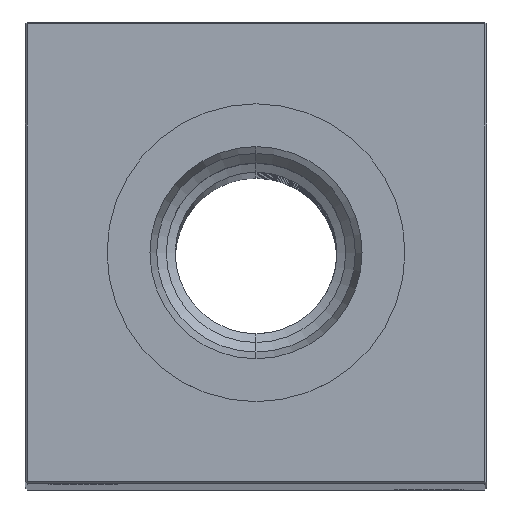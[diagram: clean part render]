
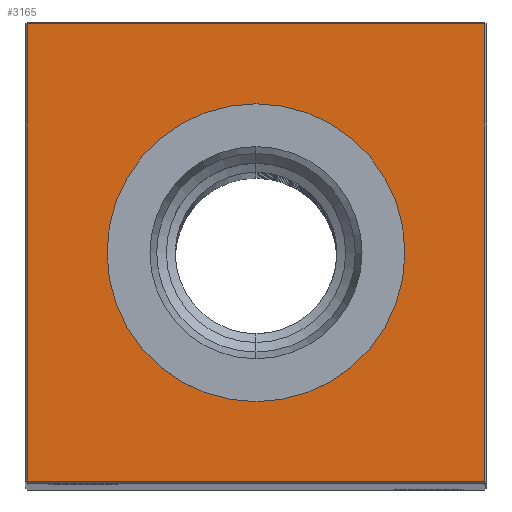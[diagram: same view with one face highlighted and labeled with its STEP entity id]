
A CAD part, top view. The second image highlights one B-rep face of the part: STEP entity #3165.
In plain terms, the highlighted planar face has unit normal (0, 0, 1).
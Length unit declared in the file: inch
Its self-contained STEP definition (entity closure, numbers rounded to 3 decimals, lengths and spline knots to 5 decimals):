
#396 = ORIENTED_EDGE ( 'NONE', *, *, #22507, .T. ) ;
#469 = EDGE_LOOP ( 'NONE', ( #396, #7971 ) ) ;
#1787 = EDGE_CURVE ( 'NONE', #11123, #19072, #23136, .T. ) ;
#3165 = ADVANCED_FACE ( 'NONE', ( #10906, #23935 ), #12801, .F. ) ;
#3293 = CARTESIAN_POINT ( 'NONE',  ( 1.24, 0., 20.5 ) ) ;
#3796 = DIRECTION ( 'NONE',  ( 0., 0., -1. ) ) ;
#4542 = CARTESIAN_POINT ( 'NONE',  ( 1.24, 1.24, 20.5 ) ) ;
#5885 = CARTESIAN_POINT ( 'NONE',  ( 0., 0., 20.5 ) ) ;
#5986 = CARTESIAN_POINT ( 'NONE',  ( 0., 0., 20.5 ) ) ;
#6111 = EDGE_CURVE ( 'NONE', #16508, #25388, #12955, .T. ) ;
#6138 = LINE ( 'NONE', #28275, #27436 ) ;
#6173 = ORIENTED_EDGE ( 'NONE', *, *, #18276, .T. ) ;
#7090 = CIRCLE ( 'NONE', #14486, 0.80709 ) ;
#7228 = CARTESIAN_POINT ( 'NONE',  ( -1.24, 1.24, 20.5 ) ) ;
#7971 = ORIENTED_EDGE ( 'NONE', *, *, #6111, .T. ) ;
#9434 = DIRECTION ( 'NONE',  ( 0., 0., -1. ) ) ;
#10906 = FACE_OUTER_BOUND ( 'NONE', #18483, .T. ) ;
#11123 = VERTEX_POINT ( 'NONE', #17919 ) ;
#12649 = VECTOR ( 'NONE', #25054, 39.37008 ) ;
#12801 = PLANE ( 'NONE',  #16921 ) ;
#12955 = CIRCLE ( 'NONE', #22170, 0.80709 ) ;
#13208 = CARTESIAN_POINT ( 'NONE',  ( 0., -1.24, 20.5 ) ) ;
#13774 = VERTEX_POINT ( 'NONE', #26380 ) ;
#14486 = AXIS2_PLACEMENT_3D ( 'NONE', #18415, #9434, #18554 ) ;
#16508 = VERTEX_POINT ( 'NONE', #19362 ) ;
#16921 = AXIS2_PLACEMENT_3D ( 'NONE', #5986, #3796, #21619 ) ;
#17031 = DIRECTION ( 'NONE',  ( -1., 0., 0. ) ) ;
#17374 = VERTEX_POINT ( 'NONE', #7228 ) ;
#17919 = CARTESIAN_POINT ( 'NONE',  ( 1.24, -1.24, 20.5 ) ) ;
#18108 = CARTESIAN_POINT ( 'NONE',  ( -1.24, 0., 20.5 ) ) ;
#18276 = EDGE_CURVE ( 'NONE', #13774, #11123, #22452, .T. ) ;
#18415 = CARTESIAN_POINT ( 'NONE',  ( 0., 0., 20.5 ) ) ;
#18483 = EDGE_LOOP ( 'NONE', ( #23000, #6173, #24496, #24380 ) ) ;
#18554 = DIRECTION ( 'NONE',  ( -1., 0., 0. ) ) ;
#19072 = VERTEX_POINT ( 'NONE', #4542 ) ;
#19362 = CARTESIAN_POINT ( 'NONE',  ( 0., -0.80709, 20.5 ) ) ;
#19456 = DIRECTION ( 'NONE',  ( -1., 0., 0. ) ) ;
#19561 = CARTESIAN_POINT ( 'NONE',  ( 0., 0.80709, 20.5 ) ) ;
#19713 = DIRECTION ( 'NONE',  ( 1., 0., 0. ) ) ;
#21619 = DIRECTION ( 'NONE',  ( -1., 0., 0. ) ) ;
#22170 = AXIS2_PLACEMENT_3D ( 'NONE', #5885, #23835, #17031 ) ;
#22452 = LINE ( 'NONE', #13208, #23324 ) ;
#22507 = EDGE_CURVE ( 'NONE', #25388, #16508, #7090, .T. ) ;
#22567 = DIRECTION ( 'NONE',  ( 0., 1., 0. ) ) ;
#23000 = ORIENTED_EDGE ( 'NONE', *, *, #25548, .T. ) ;
#23136 = LINE ( 'NONE', #3293, #25313 ) ;
#23324 = VECTOR ( 'NONE', #19713, 39.37008 ) ;
#23835 = DIRECTION ( 'NONE',  ( 0., 0., -1. ) ) ;
#23935 = FACE_BOUND ( 'NONE', #469, .T. ) ;
#24380 = ORIENTED_EDGE ( 'NONE', *, *, #25906, .T. ) ;
#24496 = ORIENTED_EDGE ( 'NONE', *, *, #1787, .T. ) ;
#24613 = LINE ( 'NONE', #18108, #12649 ) ;
#25054 = DIRECTION ( 'NONE',  ( 0., -1., 0. ) ) ;
#25313 = VECTOR ( 'NONE', #22567, 39.37008 ) ;
#25388 = VERTEX_POINT ( 'NONE', #19561 ) ;
#25548 = EDGE_CURVE ( 'NONE', #17374, #13774, #24613, .T. ) ;
#25906 = EDGE_CURVE ( 'NONE', #19072, #17374, #6138, .T. ) ;
#26380 = CARTESIAN_POINT ( 'NONE',  ( -1.24, -1.24, 20.5 ) ) ;
#27436 = VECTOR ( 'NONE', #19456, 39.37008 ) ;
#28275 = CARTESIAN_POINT ( 'NONE',  ( 0., 1.24, 20.5 ) ) ;
